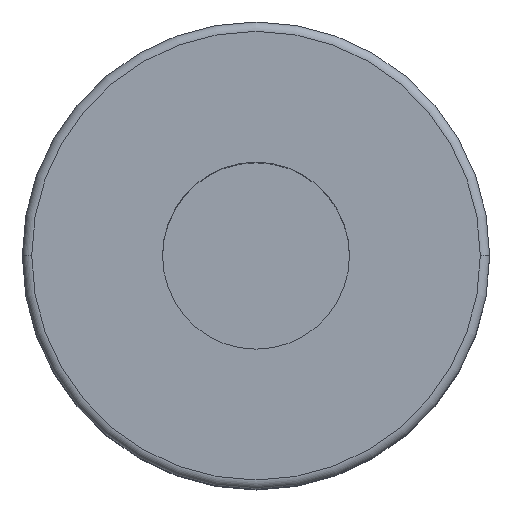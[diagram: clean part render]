
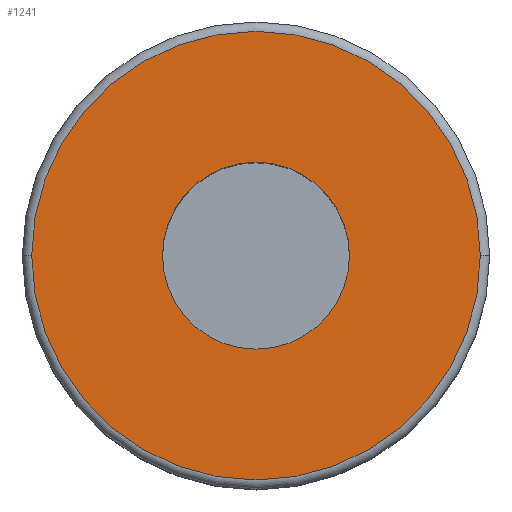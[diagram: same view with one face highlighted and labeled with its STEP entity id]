
A CAD part, top view. The second image highlights one B-rep face of the part: STEP entity #1241.
In plain terms, the highlighted planar face has unit normal (0, 0, 1).
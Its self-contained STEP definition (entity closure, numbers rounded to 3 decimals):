
#13 = EDGE_CURVE ( 'NONE', #352, #1802, #1229, .T. ) ;
#85 = DIRECTION ( 'NONE',  ( 1., 0., 0. ) ) ;
#152 = DIRECTION ( 'NONE',  ( 0., 0., -1. ) ) ;
#153 = AXIS2_PLACEMENT_3D ( 'NONE', #280, #1409, #1237 ) ;
#251 = EDGE_CURVE ( 'NONE', #823, #1033, #1796, .T. ) ;
#280 = CARTESIAN_POINT ( 'NONE',  ( 0., 0., 70. ) ) ;
#285 = CARTESIAN_POINT ( 'NONE',  ( 0., 0., 70. ) ) ;
#323 = CIRCLE ( 'NONE', #153, 10. ) ;
#352 = VERTEX_POINT ( 'NONE', #1674 ) ;
#422 = DIRECTION ( 'NONE',  ( 1., 0., 0. ) ) ;
#511 = AXIS2_PLACEMENT_3D ( 'NONE', #786, #1631, #85 ) ;
#576 = ORIENTED_EDGE ( 'NONE', *, *, #605, .F. ) ;
#590 = CIRCLE ( 'NONE', #612, 24. ) ;
#605 = EDGE_CURVE ( 'NONE', #1802, #352, #590, .T. ) ;
#612 = AXIS2_PLACEMENT_3D ( 'NONE', #1630, #640, #917 ) ;
#640 = DIRECTION ( 'NONE',  ( 0., 0., -1. ) ) ;
#731 = ORIENTED_EDGE ( 'NONE', *, *, #251, .F. ) ;
#786 = CARTESIAN_POINT ( 'NONE',  ( 0., 24., 70. ) ) ;
#823 = VERTEX_POINT ( 'NONE', #1784 ) ;
#880 = EDGE_LOOP ( 'NONE', ( #576, #1337 ) ) ;
#917 = DIRECTION ( 'NONE',  ( -1., 0., 0. ) ) ;
#967 = FACE_BOUND ( 'NONE', #1067, .T. ) ;
#998 = CARTESIAN_POINT ( 'NONE',  ( -10., 0., 70. ) ) ;
#1033 = VERTEX_POINT ( 'NONE', #998 ) ;
#1044 = ORIENTED_EDGE ( 'NONE', *, *, #1787, .F. ) ;
#1067 = EDGE_LOOP ( 'NONE', ( #1044, #731 ) ) ;
#1134 = DIRECTION ( 'NONE',  ( -1., 0., 0. ) ) ;
#1229 = CIRCLE ( 'NONE', #1394, 24. ) ;
#1237 = DIRECTION ( 'NONE',  ( 1., 0., 0. ) ) ;
#1241 = ADVANCED_FACE ( 'NONE', ( #967, #1624 ), #1774, .T. ) ;
#1260 = DIRECTION ( 'NONE',  ( 0., 0., 1. ) ) ;
#1337 = ORIENTED_EDGE ( 'NONE', *, *, #13, .F. ) ;
#1369 = CARTESIAN_POINT ( 'NONE',  ( -24., 0., 70. ) ) ;
#1394 = AXIS2_PLACEMENT_3D ( 'NONE', #1707, #152, #1134 ) ;
#1409 = DIRECTION ( 'NONE',  ( 0., 0., 1. ) ) ;
#1587 = AXIS2_PLACEMENT_3D ( 'NONE', #285, #1260, #422 ) ;
#1624 = FACE_OUTER_BOUND ( 'NONE', #880, .T. ) ;
#1630 = CARTESIAN_POINT ( 'NONE',  ( 0., 0., 70. ) ) ;
#1631 = DIRECTION ( 'NONE',  ( 0., 0., 1. ) ) ;
#1674 = CARTESIAN_POINT ( 'NONE',  ( 24., 0., 70. ) ) ;
#1707 = CARTESIAN_POINT ( 'NONE',  ( 0., 0., 70. ) ) ;
#1774 = PLANE ( 'NONE',  #511 ) ;
#1784 = CARTESIAN_POINT ( 'NONE',  ( 10., 0., 70. ) ) ;
#1787 = EDGE_CURVE ( 'NONE', #1033, #823, #323, .T. ) ;
#1796 = CIRCLE ( 'NONE', #1587, 10. ) ;
#1802 = VERTEX_POINT ( 'NONE', #1369 ) ;
